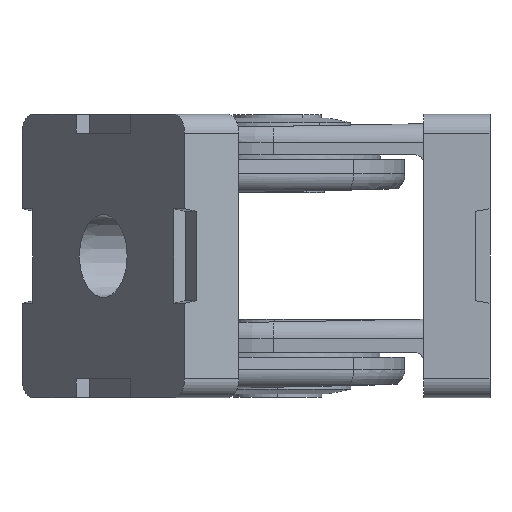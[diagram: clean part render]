
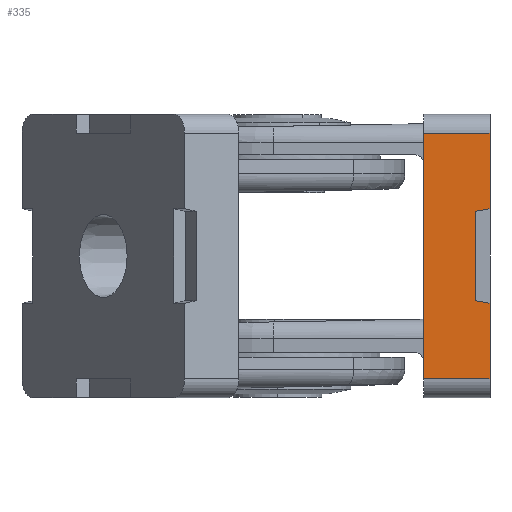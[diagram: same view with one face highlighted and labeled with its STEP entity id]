
A CAD part, left-side view. The second image highlights one B-rep face of the part: STEP entity #335.
In plain terms, the highlighted planar face has unit normal (-1, 0, 0).
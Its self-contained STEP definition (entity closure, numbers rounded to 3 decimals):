
#335 = ADVANCED_FACE ( 'NONE', ( #12287 ), #11026, .T. ) ;
#571 = CARTESIAN_POINT ( 'NONE',  ( -15., 7., -13. ) ) ;
#795 = DIRECTION ( 'NONE',  ( 0., 0., 1. ) ) ;
#1488 = EDGE_CURVE ( 'NONE', #11893, #12178, #10442, .T. ) ;
#1514 = ORIENTED_EDGE ( 'NONE', *, *, #16052, .T. ) ;
#1852 = CARTESIAN_POINT ( 'NONE',  ( -15., 0., 13. ) ) ;
#2350 = ORIENTED_EDGE ( 'NONE', *, *, #6036, .T. ) ;
#2463 = VECTOR ( 'NONE', #5706, 1000. ) ;
#2686 = LINE ( 'NONE', #13836, #2463 ) ;
#4058 = VERTEX_POINT ( 'NONE', #16980 ) ;
#4121 = EDGE_CURVE ( 'NONE', #4567, #9175, #17491, .T. ) ;
#4168 = CARTESIAN_POINT ( 'NONE',  ( -15., 0., -13. ) ) ;
#4389 = EDGE_CURVE ( 'NONE', #11893, #14046, #7396, .T. ) ;
#4544 = VECTOR ( 'NONE', #8697, 1000. ) ;
#4552 = CARTESIAN_POINT ( 'NONE',  ( -15., 7., 13. ) ) ;
#4567 = VERTEX_POINT ( 'NONE', #5399 ) ;
#4674 = LINE ( 'NONE', #4849, #7684 ) ;
#4849 = CARTESIAN_POINT ( 'NONE',  ( -15., 1.5, -4.736 ) ) ;
#4888 = VECTOR ( 'NONE', #11392, 1000. ) ;
#4944 = CARTESIAN_POINT ( 'NONE',  ( -15., 0., -5. ) ) ;
#5361 = VECTOR ( 'NONE', #14525, 1000. ) ;
#5389 = ORIENTED_EDGE ( 'NONE', *, *, #4121, .T. ) ;
#5399 = CARTESIAN_POINT ( 'NONE',  ( -15., 0., 5. ) ) ;
#5698 = CARTESIAN_POINT ( 'NONE',  ( -15., 1.5, 4.736 ) ) ;
#5706 = DIRECTION ( 'NONE',  ( 0., -0.985, 0.174 ) ) ;
#5996 = DIRECTION ( 'NONE',  ( 0., 0., 1. ) ) ;
#6036 = EDGE_CURVE ( 'NONE', #11596, #4567, #2686, .T. ) ;
#6288 = ORIENTED_EDGE ( 'NONE', *, *, #7743, .F. ) ;
#6469 = CARTESIAN_POINT ( 'NONE',  ( -15., 0., -5. ) ) ;
#6778 = EDGE_CURVE ( 'NONE', #4058, #11596, #4674, .T. ) ;
#7268 = ORIENTED_EDGE ( 'NONE', *, *, #1488, .T. ) ;
#7396 = LINE ( 'NONE', #571, #5361 ) ;
#7684 = VECTOR ( 'NONE', #5996, 1000. ) ;
#7733 = VECTOR ( 'NONE', #15828, 1000. ) ;
#7743 = EDGE_CURVE ( 'NONE', #14046, #12291, #16858, .T. ) ;
#8295 = DIRECTION ( 'NONE',  ( 0., 0., 1. ) ) ;
#8537 = CARTESIAN_POINT ( 'NONE',  ( -15., 0., -5. ) ) ;
#8697 = DIRECTION ( 'NONE',  ( 0., 0., 1. ) ) ;
#9175 = VERTEX_POINT ( 'NONE', #15522 ) ;
#9225 = VECTOR ( 'NONE', #9990, 1000. ) ;
#9408 = ORIENTED_EDGE ( 'NONE', *, *, #6778, .T. ) ;
#9565 = ORIENTED_EDGE ( 'NONE', *, *, #14039, .T. ) ;
#9663 = DIRECTION ( 'NONE',  ( -1., 0., 0. ) ) ;
#9990 = DIRECTION ( 'NONE',  ( 0., 0.985, 0.174 ) ) ;
#10343 = AXIS2_PLACEMENT_3D ( 'NONE', #4168, #9663, #8295 ) ;
#10385 = VECTOR ( 'NONE', #795, 1000. ) ;
#10442 = LINE ( 'NONE', #4944, #7733 ) ;
#10739 = ORIENTED_EDGE ( 'NONE', *, *, #4389, .F. ) ;
#11026 = PLANE ( 'NONE',  #10343 ) ;
#11129 = CARTESIAN_POINT ( 'NONE',  ( -15., 0., -13. ) ) ;
#11392 = DIRECTION ( 'NONE',  ( 0., 1., 0. ) ) ;
#11571 = LINE ( 'NONE', #1852, #4888 ) ;
#11596 = VERTEX_POINT ( 'NONE', #5698 ) ;
#11893 = VERTEX_POINT ( 'NONE', #11129 ) ;
#12178 = VERTEX_POINT ( 'NONE', #6469 ) ;
#12287 = FACE_OUTER_BOUND ( 'NONE', #17232, .T. ) ;
#12291 = VERTEX_POINT ( 'NONE', #13507 ) ;
#13132 = CARTESIAN_POINT ( 'NONE',  ( -15., 0., 13. ) ) ;
#13507 = CARTESIAN_POINT ( 'NONE',  ( -15., 7., 13. ) ) ;
#13836 = CARTESIAN_POINT ( 'NONE',  ( -15., 1.5, 4.736 ) ) ;
#14039 = EDGE_CURVE ( 'NONE', #12178, #4058, #14227, .T. ) ;
#14046 = VERTEX_POINT ( 'NONE', #15485 ) ;
#14227 = LINE ( 'NONE', #8537, #9225 ) ;
#14525 = DIRECTION ( 'NONE',  ( 0., 1., 0. ) ) ;
#15485 = CARTESIAN_POINT ( 'NONE',  ( -15., 7., -13. ) ) ;
#15522 = CARTESIAN_POINT ( 'NONE',  ( -15., 0., 13. ) ) ;
#15828 = DIRECTION ( 'NONE',  ( 0., 0., 1. ) ) ;
#16052 = EDGE_CURVE ( 'NONE', #9175, #12291, #11571, .T. ) ;
#16858 = LINE ( 'NONE', #4552, #4544 ) ;
#16980 = CARTESIAN_POINT ( 'NONE',  ( -15., 1.5, -4.736 ) ) ;
#17232 = EDGE_LOOP ( 'NONE', ( #7268, #9565, #9408, #2350, #5389, #1514, #6288, #10739 ) ) ;
#17491 = LINE ( 'NONE', #13132, #10385 ) ;
